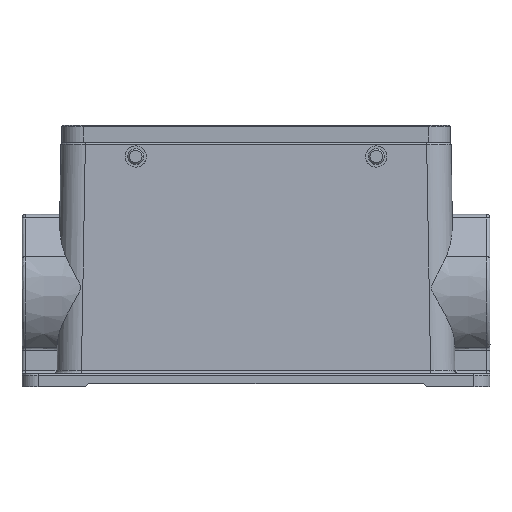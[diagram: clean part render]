
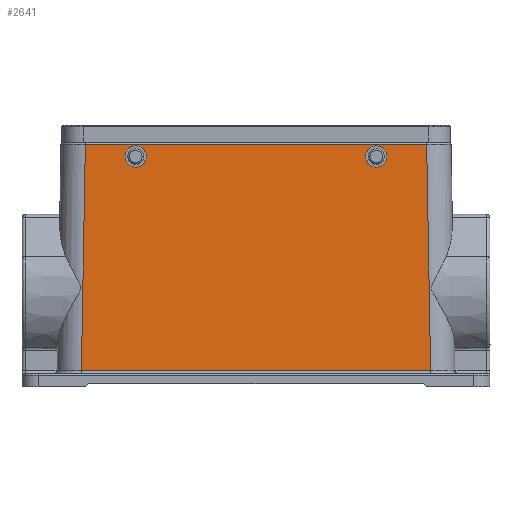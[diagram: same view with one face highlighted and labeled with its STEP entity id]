
A CAD part, top view. The second image highlights one B-rep face of the part: STEP entity #2641.
In plain terms, the highlighted planar face has unit normal (0, 0.018, 1).
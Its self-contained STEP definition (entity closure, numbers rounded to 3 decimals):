
#1891 = EDGE_CURVE ( 'NONE', #2425, #2319, #10274, .T. ) ;
#2211 = EDGE_LOOP ( 'NONE', ( #6593, #6584, #6592, #6591 ) ) ;
#2212 = EDGE_LOOP ( 'NONE', ( #6588, #6589 ) ) ;
#2221 = EDGE_LOOP ( 'NONE', ( #6595, #6594 ) ) ;
#2287 = VERTEX_POINT ( 'NONE', #9215 ) ;
#2319 = VERTEX_POINT ( 'NONE', #9247 ) ;
#2392 = VERTEX_POINT ( 'NONE', #9320 ) ;
#2409 = VERTEX_POINT ( 'NONE', #9337 ) ;
#2419 = VERTEX_POINT ( 'NONE', #9347 ) ;
#2425 = VERTEX_POINT ( 'NONE', #9353 ) ;
#2432 = VERTEX_POINT ( 'NONE', #9360 ) ;
#2458 = VERTEX_POINT ( 'NONE', #9386 ) ;
#2641 = ADVANCED_FACE ( 'NONE', ( #3483, #3488, #3490 ), #7817, .T. ) ;
#3483 = FACE_BOUND ( 'NONE', #2221, .T. ) ;
#3488 = FACE_OUTER_BOUND ( 'NONE', #2211, .T. ) ;
#3490 = FACE_BOUND ( 'NONE', #2212, .T. ) ;
#3492 = AXIS2_PLACEMENT_3D ( 'NONE', #7818, #7819, #7820 ) ;
#3734 = VECTOR ( 'NONE', #12350, 1000. ) ;
#3736 = VECTOR ( 'NONE', #12358, 1000. ) ;
#3737 = VECTOR ( 'NONE', #12361, 1000. ) ;
#3738 = VECTOR ( 'NONE', #12364, 1000. ) ;
#6584 = ORIENTED_EDGE ( 'NONE', *, *, #10912, .T. ) ;
#6588 = ORIENTED_EDGE ( 'NONE', *, *, #10900, .F. ) ;
#6589 = ORIENTED_EDGE ( 'NONE', *, *, #10897, .F. ) ;
#6591 = ORIENTED_EDGE ( 'NONE', *, *, #10916, .T. ) ;
#6592 = ORIENTED_EDGE ( 'NONE', *, *, #10915, .T. ) ;
#6593 = ORIENTED_EDGE ( 'NONE', *, *, #10914, .T. ) ;
#6594 = ORIENTED_EDGE ( 'NONE', *, *, #10913, .T. ) ;
#6595 = ORIENTED_EDGE ( 'NONE', *, *, #1891, .T. ) ;
#7817 = PLANE ( 'NONE',  #3492 ) ;
#7818 = CARTESIAN_POINT ( 'NONE',  ( -63.061, 75., 21.5 ) ) ;
#7819 = DIRECTION ( 'NONE',  ( 0., 0.017, 1. ) ) ;
#7820 = DIRECTION ( 'NONE',  ( 0., -1., 0.017 ) ) ;
#9215 = CARTESIAN_POINT ( 'NONE',  ( -53.723, 4.983, 22.722 ) ) ;
#9247 = CARTESIAN_POINT ( 'NONE',  ( -33.75, 70.8, 21.573 ) ) ;
#9320 = CARTESIAN_POINT ( 'NONE',  ( 53.723, 4.983, 22.722 ) ) ;
#9337 = CARTESIAN_POINT ( 'NONE',  ( 33.75, 70.8, 21.573 ) ) ;
#9347 = CARTESIAN_POINT ( 'NONE',  ( 40.25, 70.8, 21.573 ) ) ;
#9353 = CARTESIAN_POINT ( 'NONE',  ( -40.25, 70.8, 21.573 ) ) ;
#9360 = CARTESIAN_POINT ( 'NONE',  ( 52.51, 74.509, 21.509 ) ) ;
#9386 = CARTESIAN_POINT ( 'NONE',  ( -52.51, 74.509, 21.509 ) ) ;
#9742 = CARTESIAN_POINT ( 'NONE',  ( -40.25, 70.8, 21.573 ) ) ;
#9743 = CARTESIAN_POINT ( 'NONE',  ( -40.25, 77.3, 21.46 ) ) ;
#9744 = CARTESIAN_POINT ( 'NONE',  ( -33.75, 77.3, 21.46 ) ) ;
#9745 = CARTESIAN_POINT ( 'NONE',  ( -33.75, 70.8, 21.573 ) ) ;
#10274 =( BOUNDED_CURVE ( )  B_SPLINE_CURVE ( 3, ( #9742, #9743, #9744, #9745 ),
 .UNSPECIFIED., .F., .F. ) 
 B_SPLINE_CURVE_WITH_KNOTS ( ( 4, 4 ),
 ( 4.712, 7.854 ),
 .UNSPECIFIED. ) 
 CURVE ( )  GEOMETRIC_REPRESENTATION_ITEM ( )  RATIONAL_B_SPLINE_CURVE ( ( 1., 0.333, 0.333, 1. ) ) 
 REPRESENTATION_ITEM ( '' )  );
#10897 = EDGE_CURVE ( 'NONE', #2419, #2409, #11180, .T. ) ;
#10900 = EDGE_CURVE ( 'NONE', #2409, #2419, #11165, .T. ) ;
#10912 = EDGE_CURVE ( 'NONE', #2432, #2458, #12348, .T. ) ;
#10913 = EDGE_CURVE ( 'NONE', #2319, #2425, #11174, .T. ) ;
#10914 = EDGE_CURVE ( 'NONE', #2392, #2432, #12356, .T. ) ;
#10915 = EDGE_CURVE ( 'NONE', #2458, #2287, #12359, .T. ) ;
#10916 = EDGE_CURVE ( 'NONE', #2287, #2392, #12362, .T. ) ;
#11165 =( BOUNDED_CURVE ( )  B_SPLINE_CURVE ( 3, ( #12311, #12312, #12313, #12314 ),
 .UNSPECIFIED., .F., .T. ) 
 B_SPLINE_CURVE_WITH_KNOTS ( ( 4, 4 ),
 ( 1.571, 4.712 ),
 .UNSPECIFIED. ) 
 CURVE ( )  GEOMETRIC_REPRESENTATION_ITEM ( )  RATIONAL_B_SPLINE_CURVE ( ( 1., 0.333, 0.333, 1. ) ) 
 REPRESENTATION_ITEM ( '' )  );
#11174 =( BOUNDED_CURVE ( )  B_SPLINE_CURVE ( 3, ( #12351, #12352, #12353, #12354 ),
 .UNSPECIFIED., .F., .T. ) 
 B_SPLINE_CURVE_WITH_KNOTS ( ( 4, 4 ),
 ( 1.571, 4.712 ),
 .UNSPECIFIED. ) 
 CURVE ( )  GEOMETRIC_REPRESENTATION_ITEM ( )  RATIONAL_B_SPLINE_CURVE ( ( 1., 0.333, 0.333, 1. ) ) 
 REPRESENTATION_ITEM ( '' )  );
#11180 =( BOUNDED_CURVE ( )  B_SPLINE_CURVE ( 3, ( #12301, #12302, #12303, #12304 ),
 .UNSPECIFIED., .F., .T. ) 
 B_SPLINE_CURVE_WITH_KNOTS ( ( 4, 4 ),
 ( 4.712, 7.854 ),
 .UNSPECIFIED. ) 
 CURVE ( )  GEOMETRIC_REPRESENTATION_ITEM ( )  RATIONAL_B_SPLINE_CURVE ( ( 1., 0.333, 0.333, 1. ) ) 
 REPRESENTATION_ITEM ( '' )  );
#12301 = CARTESIAN_POINT ( 'NONE',  ( 40.25, 70.8, 21.573 ) ) ;
#12302 = CARTESIAN_POINT ( 'NONE',  ( 40.25, 77.3, 21.46 ) ) ;
#12303 = CARTESIAN_POINT ( 'NONE',  ( 33.75, 77.3, 21.46 ) ) ;
#12304 = CARTESIAN_POINT ( 'NONE',  ( 33.75, 70.8, 21.573 ) ) ;
#12311 = CARTESIAN_POINT ( 'NONE',  ( 33.75, 70.8, 21.573 ) ) ;
#12312 = CARTESIAN_POINT ( 'NONE',  ( 33.75, 64.3, 21.687 ) ) ;
#12313 = CARTESIAN_POINT ( 'NONE',  ( 40.25, 64.3, 21.687 ) ) ;
#12314 = CARTESIAN_POINT ( 'NONE',  ( 40.25, 70.8, 21.573 ) ) ;
#12348 = LINE ( 'NONE', #12349, #3734 ) ;
#12349 = CARTESIAN_POINT ( 'NONE',  ( -63.061, 74.509, 21.509 ) ) ;
#12350 = DIRECTION ( 'NONE',  ( -1., 0., 0. ) ) ;
#12351 = CARTESIAN_POINT ( 'NONE',  ( -33.75, 70.8, 21.573 ) ) ;
#12352 = CARTESIAN_POINT ( 'NONE',  ( -33.75, 64.3, 21.687 ) ) ;
#12353 = CARTESIAN_POINT ( 'NONE',  ( -40.25, 64.3, 21.687 ) ) ;
#12354 = CARTESIAN_POINT ( 'NONE',  ( -40.25, 70.8, 21.573 ) ) ;
#12356 = LINE ( 'NONE', #12357, #3736 ) ;
#12357 = CARTESIAN_POINT ( 'NONE',  ( 53.723, 4.983, 22.722 ) ) ;
#12358 = DIRECTION ( 'NONE',  ( -0.017, 1., -0.017 ) ) ;
#12359 = LINE ( 'NONE', #12360, #3737 ) ;
#12360 = CARTESIAN_POINT ( 'NONE',  ( -52.51, 74.509, 21.509 ) ) ;
#12361 = DIRECTION ( 'NONE',  ( -0.017, -1., 0.017 ) ) ;
#12362 = LINE ( 'NONE', #12363, #3738 ) ;
#12363 = CARTESIAN_POINT ( 'NONE',  ( -63.061, 4.983, 22.722 ) ) ;
#12364 = DIRECTION ( 'NONE',  ( 1., 0., 0. ) ) ;
